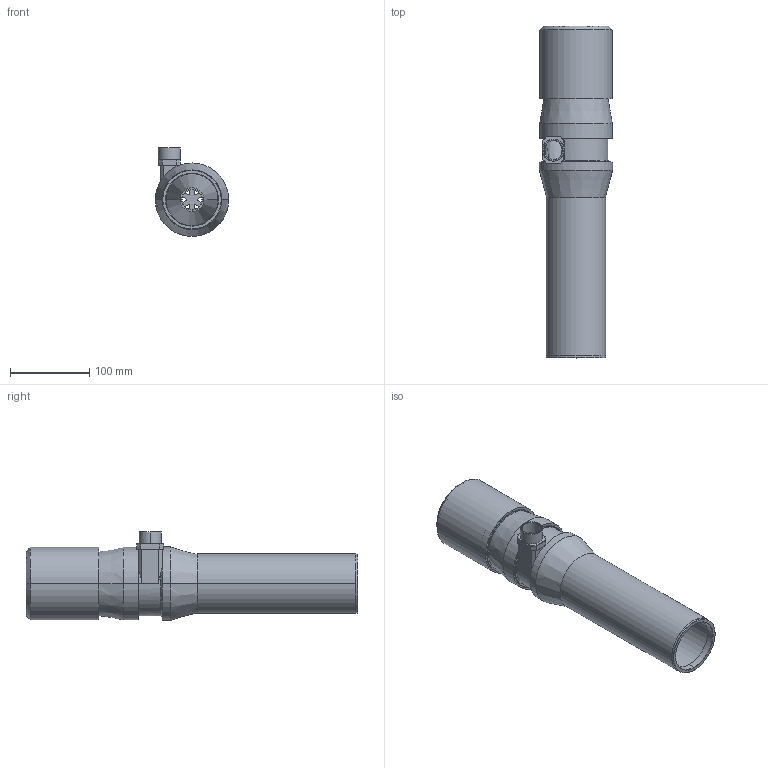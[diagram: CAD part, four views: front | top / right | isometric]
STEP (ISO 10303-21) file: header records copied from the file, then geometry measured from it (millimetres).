
FILE_DESCRIPTION (( 'STEP AP214' ), '1' );
FILE_NAME ('Dust Collector.STEP', '2022-11-12T17:50:31', ( '' ), ( '' ), 'SwSTEP 2.0', 'SolidWorks 2019', '' );
FILE_SCHEMA (( 'AUTOMOTIVE_DESIGN' ));
Length unit declared in the file: millimetre
Products named in the file (2): Dust Collector
Bounding box: 92.95 x 420.1 x 112.47 mm (x, y, z)
Volume: 348375.5 mm3; surface area: 317413.8 mm2
Topology: 7 solids, 7 shells, 255 faces, 623 edges, 390 vertices
Faces by surface type: cylinder 108, plane 95, cone 28, bspline 21, torus 3
Entity records: 14023 total; most frequent: CARTESIAN_POINT 8278, ORIENTED_EDGE 1246, DIRECTION 1085, EDGE_CURVE 623, AXIS2_PLACEMENT_3D 395, VERTEX_POINT 390, VECTOR 295, LINE 295
